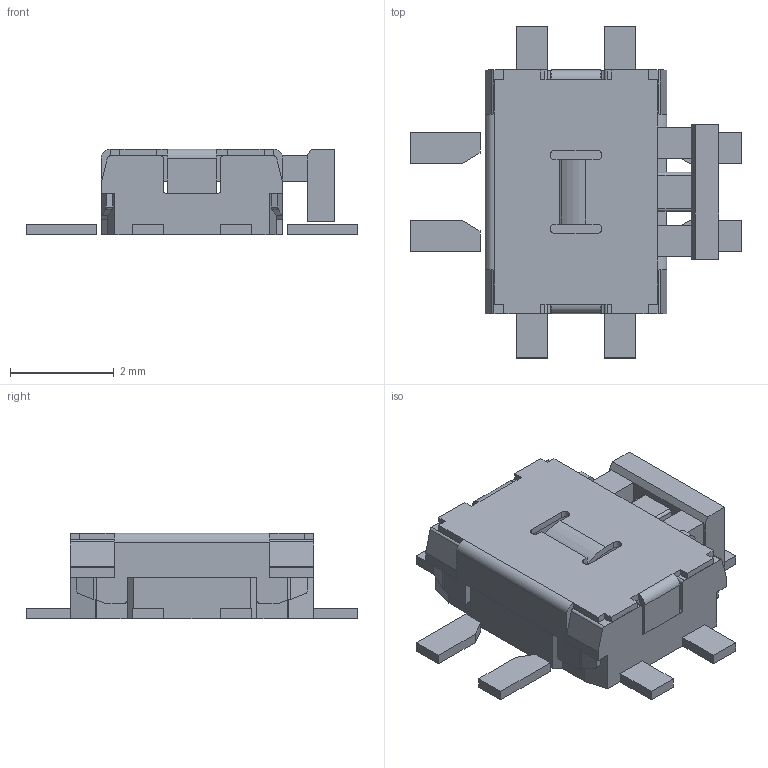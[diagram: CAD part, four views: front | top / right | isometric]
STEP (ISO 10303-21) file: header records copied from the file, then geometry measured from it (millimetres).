
FILE_DESCRIPTION( ( 'Unknown' ), '1' );
FILE_NAME( '4343x10458xx.stp', 'Unknown', ( 'Unknown' ), ( 'Unknown' ), 'XStep 1.0', 'Unknown', ' ' );
FILE_SCHEMA( ( 'automotive_design' ) );
Length unit declared in the file: millimetre
Products named in the file (8): Assem1; frame; pins; stem; cover
Bounding box: 6.4 x 6.4 x 1.65 mm (x, y, z)
Volume: 44.5 mm3; surface area: 305.2 mm2
Topology: 14 solids, 14 shells, 616 faces, 1644 edges, 1064 vertices
Faces by surface type: plane 480, cylinder 122, bspline 10, torus 4
Entity records: 10715 total; most frequent: CARTESIAN_POINT 1796, ORIENTED_EDGE 1642, DIRECTION 1553, EDGE_CURVE 821, LINE 695, VECTOR 695, VERTEX_POINT 532, AXIS2_PLACEMENT_3D 429
